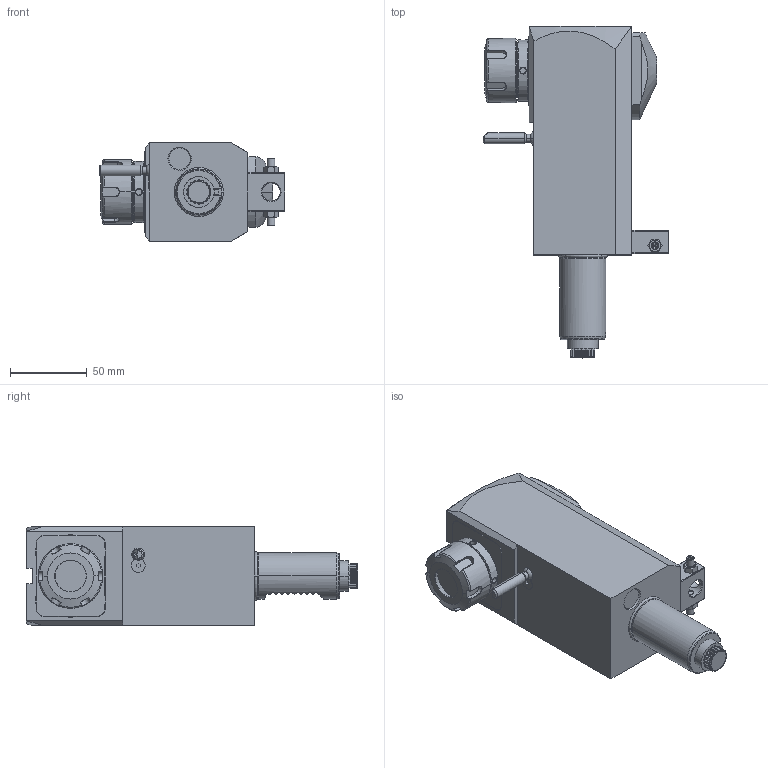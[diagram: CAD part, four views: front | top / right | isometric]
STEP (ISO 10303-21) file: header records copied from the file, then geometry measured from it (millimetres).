
FILE_DESCRIPTION((''),'2;1');
FILE_NAME('NGT1_30_231_25_1_2_120','2020-02-05T',('vali'),('NOVA GRUP'),'PRO/ENGINEER BY PARAMETRIC TECHNOLOGY CORPORATION, 2010280','PRO/ENGINEER BY PARAMETRIC TECHNOLOGY CORPORATION, 2010280','');
FILE_SCHEMA(('CONFIG_CONTROL_DESIGN'));
Length unit declared in the file: millimetre
Products named in the file (1): NGT1_30_231_25_1_2_120
Bounding box: 120.88 x 216 x 64 mm (x, y, z)
Volume: 717033.9 mm3; surface area: 63290.9 mm2
Topology: 1 solids, 1 shells, 493 faces, 1278 edges, 800 vertices
Faces by surface type: plane 184, cylinder 157, cone 81, bspline 58, torus 11, sphere 2
Entity records: 22018 total; most frequent: CARTESIAN_POINT 10760, ORIENTED_EDGE 2532, DIRECTION 2017, EDGE_CURVE 1266, VERTEX_POINT 800, AXIS2_PLACEMENT_3D 716, VECTOR 585, LINE 585
